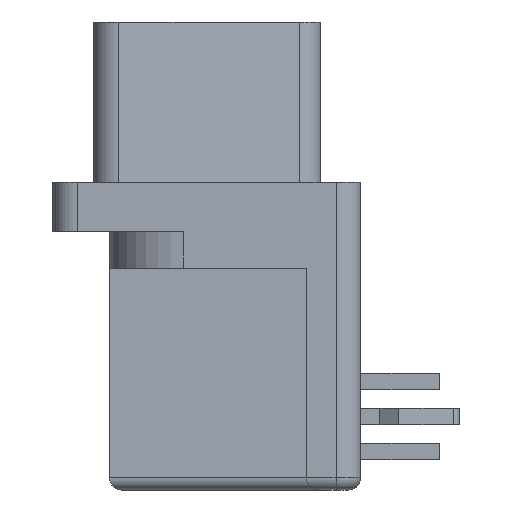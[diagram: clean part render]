
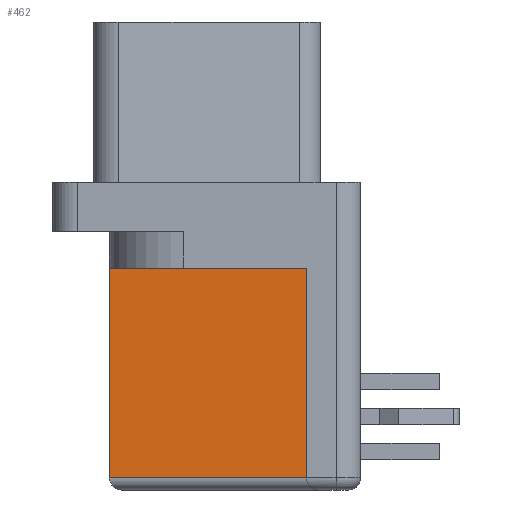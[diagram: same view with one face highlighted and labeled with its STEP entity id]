
A CAD part, left-side view. The second image highlights one B-rep face of the part: STEP entity #462.
In plain terms, the highlighted planar face has unit normal (-1, 0, 0).
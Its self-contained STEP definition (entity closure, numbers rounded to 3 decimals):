
#172 = CARTESIAN_POINT ( 'NONE',  ( -13.4, 2.2, -2.48 ) ) ;
#175 = VERTEX_POINT ( 'NONE', #5262 ) ;
#245 = EDGE_LOOP ( 'NONE', ( #2255, #3755, #2112, #2676 ) ) ;
#462 = ADVANCED_FACE ( 'NONE', ( #1560 ), #2483, .F. ) ;
#611 = EDGE_CURVE ( 'NONE', #850, #1322, #955, .T. ) ;
#707 = LINE ( 'NONE', #3976, #3674 ) ;
#710 = AXIS2_PLACEMENT_3D ( 'NONE', #2967, #3830, #4793 ) ;
#813 = DIRECTION ( 'NONE',  ( 0., 0., 1. ) ) ;
#850 = VERTEX_POINT ( 'NONE', #4296 ) ;
#955 = LINE ( 'NONE', #172, #4669 ) ;
#1270 = CARTESIAN_POINT ( 'NONE',  ( -13.4, 10.2, -2.98 ) ) ;
#1322 = VERTEX_POINT ( 'NONE', #2391 ) ;
#1527 = DIRECTION ( 'NONE',  ( 0., 1., 0. ) ) ;
#1560 = FACE_OUTER_BOUND ( 'NONE', #245, .T. ) ;
#1858 = CARTESIAN_POINT ( 'NONE',  ( -13.4, 2.2, 6.02 ) ) ;
#2112 = ORIENTED_EDGE ( 'NONE', *, *, #2736, .F. ) ;
#2255 = ORIENTED_EDGE ( 'NONE', *, *, #5746, .F. ) ;
#2391 = CARTESIAN_POINT ( 'NONE',  ( -13.4, 2.2, -2.48 ) ) ;
#2483 = PLANE ( 'NONE',  #710 ) ;
#2676 = ORIENTED_EDGE ( 'NONE', *, *, #5553, .T. ) ;
#2736 = EDGE_CURVE ( 'NONE', #5461, #1322, #707, .T. ) ;
#2967 = CARTESIAN_POINT ( 'NONE',  ( -13.4, 2.2, -2.98 ) ) ;
#3674 = VECTOR ( 'NONE', #4129, 1000. ) ;
#3755 = ORIENTED_EDGE ( 'NONE', *, *, #611, .T. ) ;
#3830 = DIRECTION ( 'NONE',  ( 1., 0., 0. ) ) ;
#3976 = CARTESIAN_POINT ( 'NONE',  ( -13.4, 2.2, -2.98 ) ) ;
#4129 = DIRECTION ( 'NONE',  ( 0., 0., -1. ) ) ;
#4243 = LINE ( 'NONE', #1270, #5805 ) ;
#4296 = CARTESIAN_POINT ( 'NONE',  ( -13.4, 10.2, -2.48 ) ) ;
#4403 = VECTOR ( 'NONE', #1527, 1000. ) ;
#4669 = VECTOR ( 'NONE', #5839, 1000. ) ;
#4697 = LINE ( 'NONE', #5216, #4403 ) ;
#4793 = DIRECTION ( 'NONE',  ( 0., 0., -1. ) ) ;
#5216 = CARTESIAN_POINT ( 'NONE',  ( -13.4, 2.2, 6.02 ) ) ;
#5262 = CARTESIAN_POINT ( 'NONE',  ( -13.4, 10.2, 6.02 ) ) ;
#5461 = VERTEX_POINT ( 'NONE', #1858 ) ;
#5553 = EDGE_CURVE ( 'NONE', #5461, #175, #4697, .T. ) ;
#5746 = EDGE_CURVE ( 'NONE', #850, #175, #4243, .T. ) ;
#5805 = VECTOR ( 'NONE', #813, 1000. ) ;
#5839 = DIRECTION ( 'NONE',  ( 0., -1., 0. ) ) ;
